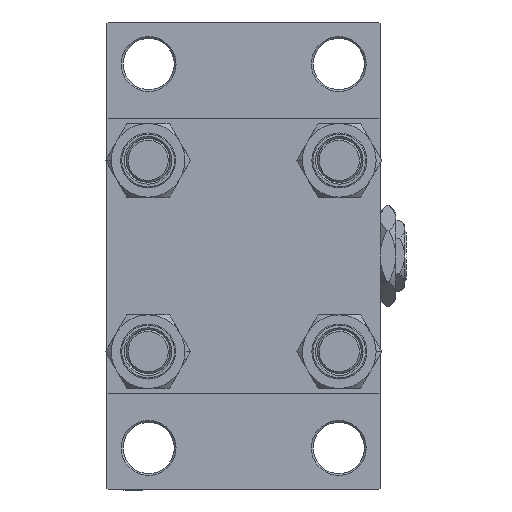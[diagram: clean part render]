
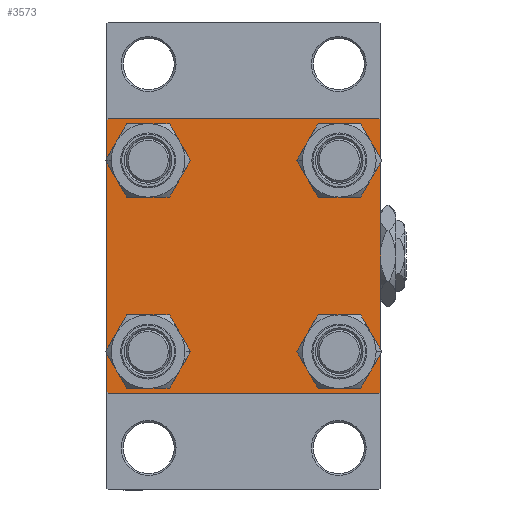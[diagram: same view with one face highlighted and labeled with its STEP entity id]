
A CAD part, left-side view. The second image highlights one B-rep face of the part: STEP entity #3573.
In plain terms, the highlighted planar face has unit normal (-1, 0, 0).
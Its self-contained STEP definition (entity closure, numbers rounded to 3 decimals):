
#618 = DIRECTION ( 'NONE',  ( 0., 0., 1. ) ) ;
#1110 = CIRCLE ( 'NONE', #34764, 6.5 ) ;
#1971 = CARTESIAN_POINT ( 'NONE',  ( 0., -37.5, 37.5 ) ) ;
#1974 = CARTESIAN_POINT ( 'NONE',  ( 0., -37.25, -37.25 ) ) ;
#1998 = CARTESIAN_POINT ( 'NONE',  ( 0., -37.5, -37. ) ) ;
#2272 = VERTEX_POINT ( 'NONE', #39461 ) ;
#2503 = CARTESIAN_POINT ( 'NONE',  ( 0., 26.15, -32.65 ) ) ;
#3531 = EDGE_LOOP ( 'NONE', ( #23103, #47164 ) ) ;
#3573 = ADVANCED_FACE ( 'NONE', ( #13747, #36833, #40122, #22035, #48651 ), #25311, .T. ) ;
#4173 = CARTESIAN_POINT ( 'NONE',  ( 0., -26.15, 32.65 ) ) ;
#4251 = LINE ( 'NONE', #42894, #4402 ) ;
#4257 = AXIS2_PLACEMENT_3D ( 'NONE', #40450, #17600, #10078 ) ;
#4402 = VECTOR ( 'NONE', #16530, 1000. ) ;
#4524 = VERTEX_POINT ( 'NONE', #18846 ) ;
#4553 = ORIENTED_EDGE ( 'NONE', *, *, #37876, .T. ) ;
#4688 = CARTESIAN_POINT ( 'NONE',  ( 0., 37.25, 37.25 ) ) ;
#5004 = LINE ( 'NONE', #1971, #48583 ) ;
#5039 = CARTESIAN_POINT ( 'NONE',  ( 0., 37.5, 37.5 ) ) ;
#5077 = VECTOR ( 'NONE', #13551, 1000. ) ;
#5585 = EDGE_CURVE ( 'NONE', #2272, #28696, #20236, .T. ) ;
#5639 = ORIENTED_EDGE ( 'NONE', *, *, #13712, .T. ) ;
#5967 = EDGE_CURVE ( 'NONE', #49014, #48896, #39527, .T. ) ;
#6173 = VERTEX_POINT ( 'NONE', #1998 ) ;
#6949 = VECTOR ( 'NONE', #32832, 1000. ) ;
#7730 = AXIS2_PLACEMENT_3D ( 'NONE', #27788, #43327, #8218 ) ;
#8218 = DIRECTION ( 'NONE',  ( 0., 0., 1. ) ) ;
#8255 = DIRECTION ( 'NONE',  ( 0., 0., 1. ) ) ;
#8573 = CARTESIAN_POINT ( 'NONE',  ( 0., 26.15, 26.15 ) ) ;
#8766 = ORIENTED_EDGE ( 'NONE', *, *, #19278, .T. ) ;
#8870 = CARTESIAN_POINT ( 'NONE',  ( 0., 26.15, 26.15 ) ) ;
#9243 = ORIENTED_EDGE ( 'NONE', *, *, #22980, .F. ) ;
#10049 = VERTEX_POINT ( 'NONE', #12960 ) ;
#10078 = DIRECTION ( 'NONE',  ( 0., 0., 1. ) ) ;
#11171 = VERTEX_POINT ( 'NONE', #21969 ) ;
#11535 = ORIENTED_EDGE ( 'NONE', *, *, #32391, .T. ) ;
#11797 = VERTEX_POINT ( 'NONE', #37603 ) ;
#11803 = VECTOR ( 'NONE', #43407, 1000. ) ;
#12548 = ORIENTED_EDGE ( 'NONE', *, *, #5585, .T. ) ;
#12812 = DIRECTION ( 'NONE',  ( 1., 0., 0. ) ) ;
#12960 = CARTESIAN_POINT ( 'NONE',  ( 0., -37., 37.5 ) ) ;
#12998 = AXIS2_PLACEMENT_3D ( 'NONE', #40621, #21289, #28581 ) ;
#13551 = DIRECTION ( 'NONE',  ( 0., -1., 0. ) ) ;
#13601 = EDGE_CURVE ( 'NONE', #19981, #6173, #5004, .T. ) ;
#13712 = EDGE_CURVE ( 'NONE', #48896, #49014, #31782, .T. ) ;
#13747 = FACE_BOUND ( 'NONE', #38904, .T. ) ;
#13816 = ORIENTED_EDGE ( 'NONE', *, *, #5967, .T. ) ;
#14438 = CARTESIAN_POINT ( 'NONE',  ( 0., 26.15, 19.65 ) ) ;
#14649 = CARTESIAN_POINT ( 'NONE',  ( 0., -26.15, 19.65 ) ) ;
#15242 = DIRECTION ( 'NONE',  ( 0., 0., 1. ) ) ;
#15575 = LINE ( 'NONE', #28107, #11803 ) ;
#15848 = CARTESIAN_POINT ( 'NONE',  ( 0., 37.5, 37. ) ) ;
#16175 = AXIS2_PLACEMENT_3D ( 'NONE', #19004, #49627, #15242 ) ;
#16230 = EDGE_CURVE ( 'NONE', #4524, #11797, #27135, .T. ) ;
#16282 = CIRCLE ( 'NONE', #4257, 6.5 ) ;
#16530 = DIRECTION ( 'NONE',  ( 0., -0.707, -0.707 ) ) ;
#17271 = DIRECTION ( 'NONE',  ( 0., 0., -1. ) ) ;
#17600 = DIRECTION ( 'NONE',  ( 1., 0., 0. ) ) ;
#18010 = EDGE_CURVE ( 'NONE', #37718, #46914, #46229, .T. ) ;
#18846 = CARTESIAN_POINT ( 'NONE',  ( 0., 37., -37.5 ) ) ;
#18849 = DIRECTION ( 'NONE',  ( 1., 0., 0. ) ) ;
#19004 = CARTESIAN_POINT ( 'NONE',  ( 0., 26.15, -26.15 ) ) ;
#19134 = ORIENTED_EDGE ( 'NONE', *, *, #18010, .T. ) ;
#19278 = EDGE_CURVE ( 'NONE', #46914, #37718, #33001, .T. ) ;
#19981 = VERTEX_POINT ( 'NONE', #25659 ) ;
#20236 = CIRCLE ( 'NONE', #21834, 6.5 ) ;
#20591 = DIRECTION ( 'NONE',  ( 0., 0., -1. ) ) ;
#20925 = CARTESIAN_POINT ( 'NONE',  ( 0., 26.15, -19.65 ) ) ;
#21289 = DIRECTION ( 'NONE',  ( -1., 0., 0. ) ) ;
#21606 = ORIENTED_EDGE ( 'NONE', *, *, #29931, .T. ) ;
#21834 = AXIS2_PLACEMENT_3D ( 'NONE', #38239, #26692, #22670 ) ;
#21969 = CARTESIAN_POINT ( 'NONE',  ( 0., 26.15, 32.65 ) ) ;
#22035 = FACE_BOUND ( 'NONE', #3531, .T. ) ;
#22670 = DIRECTION ( 'NONE',  ( 0., 0., 1. ) ) ;
#22776 = ORIENTED_EDGE ( 'NONE', *, *, #16230, .T. ) ;
#22980 = EDGE_CURVE ( 'NONE', #27774, #10049, #48185, .T. ) ;
#23103 = ORIENTED_EDGE ( 'NONE', *, *, #45699, .T. ) ;
#23626 = DIRECTION ( 'NONE',  ( 0., 0., 1. ) ) ;
#23865 = DIRECTION ( 'NONE',  ( 0., -1., 0. ) ) ;
#24372 = VECTOR ( 'NONE', #42100, 1000. ) ;
#25311 = PLANE ( 'NONE',  #12998 ) ;
#25402 = EDGE_CURVE ( 'NONE', #28696, #2272, #16282, .T. ) ;
#25659 = CARTESIAN_POINT ( 'NONE',  ( 0., -37.5, 37. ) ) ;
#25845 = CARTESIAN_POINT ( 'NONE',  ( 0., 37.5, -37. ) ) ;
#26692 = DIRECTION ( 'NONE',  ( 1., 0., 0. ) ) ;
#26991 = AXIS2_PLACEMENT_3D ( 'NONE', #46408, #45666, #8255 ) ;
#27135 = LINE ( 'NONE', #27626, #44525 ) ;
#27137 = EDGE_CURVE ( 'NONE', #27774, #46784, #35034, .T. ) ;
#27626 = CARTESIAN_POINT ( 'NONE',  ( 0., 37.5, -37.5 ) ) ;
#27774 = VERTEX_POINT ( 'NONE', #32559 ) ;
#27788 = CARTESIAN_POINT ( 'NONE',  ( 0., -26.15, 26.15 ) ) ;
#28107 = CARTESIAN_POINT ( 'NONE',  ( 0., -37.25, 37.25 ) ) ;
#28581 = DIRECTION ( 'NONE',  ( 0., 0., 1. ) ) ;
#28696 = VERTEX_POINT ( 'NONE', #31645 ) ;
#28803 = EDGE_LOOP ( 'NONE', ( #12548, #29878 ) ) ;
#29878 = ORIENTED_EDGE ( 'NONE', *, *, #25402, .T. ) ;
#29931 = EDGE_CURVE ( 'NONE', #47002, #4524, #4251, .T. ) ;
#31645 = CARTESIAN_POINT ( 'NONE',  ( 0., -26.15, -32.65 ) ) ;
#31782 = CIRCLE ( 'NONE', #7730, 6.5 ) ;
#32148 = ORIENTED_EDGE ( 'NONE', *, *, #13601, .F. ) ;
#32391 = EDGE_CURVE ( 'NONE', #11797, #6173, #44116, .T. ) ;
#32559 = CARTESIAN_POINT ( 'NONE',  ( 0., 37., 37.5 ) ) ;
#32832 = DIRECTION ( 'NONE',  ( 0., -0.707, 0.707 ) ) ;
#33001 = CIRCLE ( 'NONE', #16175, 6.5 ) ;
#34745 = VERTEX_POINT ( 'NONE', #14438 ) ;
#34764 = AXIS2_PLACEMENT_3D ( 'NONE', #8870, #42769, #618 ) ;
#35034 = LINE ( 'NONE', #4688, #24372 ) ;
#36136 = CARTESIAN_POINT ( 'NONE',  ( 0., 37.5, 37.5 ) ) ;
#36410 = ORIENTED_EDGE ( 'NONE', *, *, #41795, .T. ) ;
#36833 = FACE_BOUND ( 'NONE', #28803, .T. ) ;
#37603 = CARTESIAN_POINT ( 'NONE',  ( 0., -37., -37.5 ) ) ;
#37718 = VERTEX_POINT ( 'NONE', #20925 ) ;
#37876 = EDGE_CURVE ( 'NONE', #19981, #10049, #15575, .T. ) ;
#38239 = CARTESIAN_POINT ( 'NONE',  ( 0., -26.15, -26.15 ) ) ;
#38739 = AXIS2_PLACEMENT_3D ( 'NONE', #41946, #18849, #44706 ) ;
#38904 = EDGE_LOOP ( 'NONE', ( #5639, #13816 ) ) ;
#39181 = VECTOR ( 'NONE', #20591, 1000. ) ;
#39461 = CARTESIAN_POINT ( 'NONE',  ( 0., -26.15, -19.65 ) ) ;
#39527 = CIRCLE ( 'NONE', #38739, 6.5 ) ;
#40122 = FACE_BOUND ( 'NONE', #45074, .T. ) ;
#40450 = CARTESIAN_POINT ( 'NONE',  ( 0., -26.15, -26.15 ) ) ;
#40621 = CARTESIAN_POINT ( 'NONE',  ( 0., 0., 0. ) ) ;
#41795 = EDGE_CURVE ( 'NONE', #46784, #47002, #46962, .T. ) ;
#41946 = CARTESIAN_POINT ( 'NONE',  ( 0., -26.15, 26.15 ) ) ;
#42100 = DIRECTION ( 'NONE',  ( 0., 0.707, -0.707 ) ) ;
#42769 = DIRECTION ( 'NONE',  ( 1., 0., 0. ) ) ;
#42894 = CARTESIAN_POINT ( 'NONE',  ( 0., 37.25, -37.25 ) ) ;
#43327 = DIRECTION ( 'NONE',  ( 1., 0., 0. ) ) ;
#43330 = EDGE_LOOP ( 'NONE', ( #36410, #21606, #22776, #11535, #32148, #4553, #9243, #48126 ) ) ;
#43407 = DIRECTION ( 'NONE',  ( 0., 0.707, 0.707 ) ) ;
#43536 = AXIS2_PLACEMENT_3D ( 'NONE', #8573, #12812, #23626 ) ;
#44116 = LINE ( 'NONE', #1974, #6949 ) ;
#44525 = VECTOR ( 'NONE', #23865, 1000. ) ;
#44706 = DIRECTION ( 'NONE',  ( 0., 0., 1. ) ) ;
#45074 = EDGE_LOOP ( 'NONE', ( #19134, #8766 ) ) ;
#45159 = CIRCLE ( 'NONE', #43536, 6.5 ) ;
#45666 = DIRECTION ( 'NONE',  ( 1., 0., 0. ) ) ;
#45699 = EDGE_CURVE ( 'NONE', #11171, #34745, #45159, .T. ) ;
#46229 = CIRCLE ( 'NONE', #26991, 6.5 ) ;
#46370 = EDGE_CURVE ( 'NONE', #34745, #11171, #1110, .T. ) ;
#46408 = CARTESIAN_POINT ( 'NONE',  ( 0., 26.15, -26.15 ) ) ;
#46784 = VERTEX_POINT ( 'NONE', #15848 ) ;
#46914 = VERTEX_POINT ( 'NONE', #2503 ) ;
#46962 = LINE ( 'NONE', #5039, #39181 ) ;
#47002 = VERTEX_POINT ( 'NONE', #25845 ) ;
#47164 = ORIENTED_EDGE ( 'NONE', *, *, #46370, .T. ) ;
#48126 = ORIENTED_EDGE ( 'NONE', *, *, #27137, .T. ) ;
#48185 = LINE ( 'NONE', #36136, #5077 ) ;
#48583 = VECTOR ( 'NONE', #17271, 1000. ) ;
#48651 = FACE_OUTER_BOUND ( 'NONE', #43330, .T. ) ;
#48896 = VERTEX_POINT ( 'NONE', #4173 ) ;
#49014 = VERTEX_POINT ( 'NONE', #14649 ) ;
#49627 = DIRECTION ( 'NONE',  ( 1., 0., 0. ) ) ;
